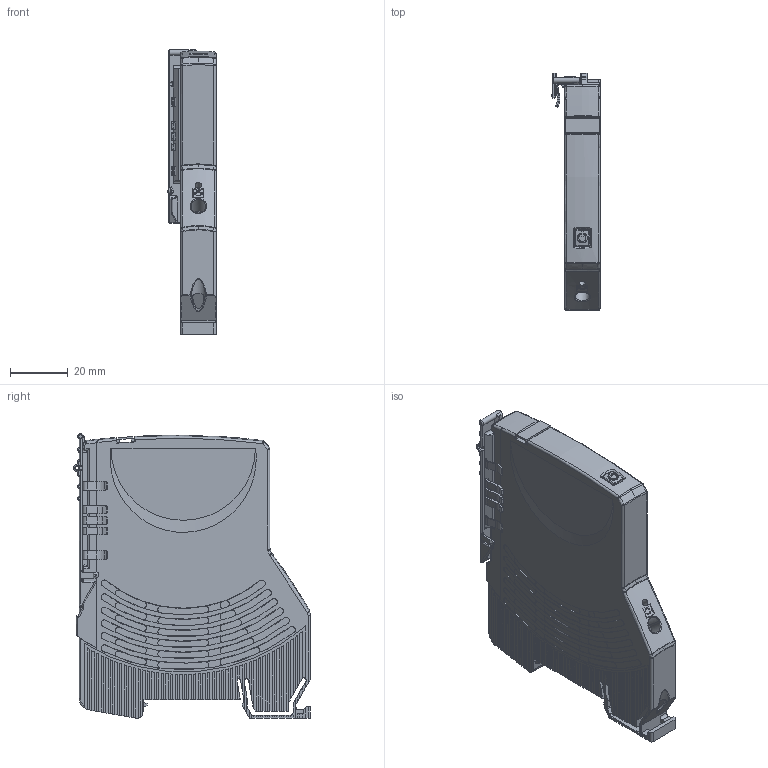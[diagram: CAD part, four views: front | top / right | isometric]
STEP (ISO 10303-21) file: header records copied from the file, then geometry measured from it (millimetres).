
FILE_DESCRIPTION (( 'STEP AP214' ), '1' );
FILE_NAME ('t-rex12-ta1-1xx_asm_ik01.STEP', '2023-04-20T10:26:22', ( '' ), ( '' ), 'SwSTEP 2.0', 'SolidWorks 2021', '' );
FILE_SCHEMA (( 'AUTOMOTIVE_DESIGN' ));
Length unit declared in the file: inch
Products named in the file (1): t-rex12-ta1-1xx_asm_ik01
Bounding box: 16.9 x 81.9 x 98.5 mm (x, y, z)
Volume: 78799.5 mm3; surface area: 26247.1 mm2
Topology: 2 solids, 2 shells, 1842 faces, 5199 edges, 3390 vertices
Faces by surface type: plane 1044, cylinder 613, bspline 89, torus 65, sphere 19, cone 12
Full cylindrical faces by diameter (mm): 1.3 x1, 2.3 x1, 4 x2, 4.1 x2
Entity records: 66950 total; most frequent: CARTESIAN_POINT 19399, ORIENTED_EDGE 10356, DIRECTION 9570, EDGE_CURVE 5178, VECTOR 3388, LINE 3388, VERTEX_POINT 3383, AXIS2_PLACEMENT_3D 3091
